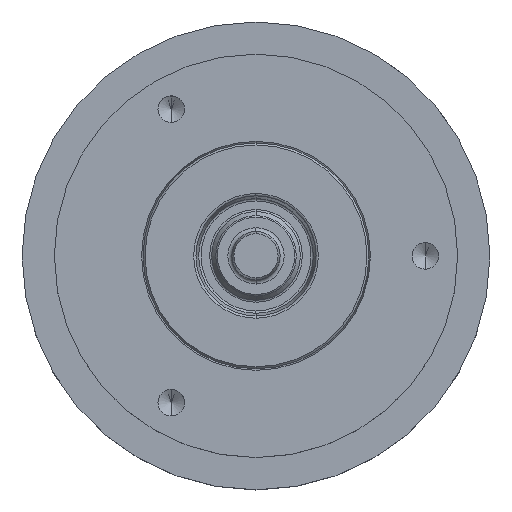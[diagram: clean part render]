
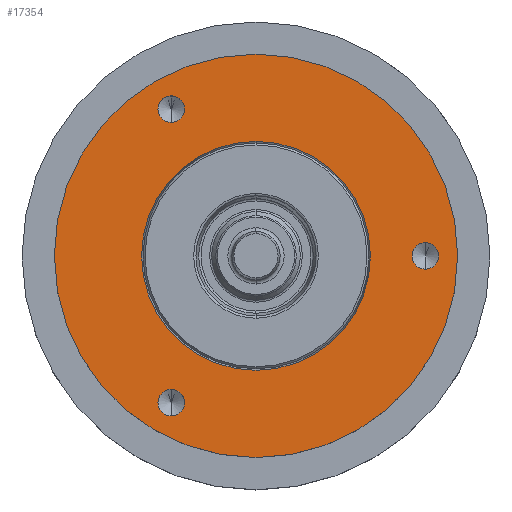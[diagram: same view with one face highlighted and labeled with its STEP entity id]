
A CAD part, top view. The second image highlights one B-rep face of the part: STEP entity #17354.
In plain terms, the highlighted planar face has unit normal (0, 0, 1).
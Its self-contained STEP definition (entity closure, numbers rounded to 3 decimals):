
#3958=CARTESIAN_POINT('',(0.,0.,27.));
#3959=DIRECTION('',(0.,0.,-1.));
#3960=DIRECTION('',(0.,1.,0.));
#3961=AXIS2_PLACEMENT_3D('',#3958,#3959,#3960);
#3963=CARTESIAN_POINT('',(0.,0.,27.));
#3964=DIRECTION('',(0.,0.,-1.));
#3965=DIRECTION('',(0.,-1.,0.));
#3966=AXIS2_PLACEMENT_3D('',#3963,#3964,#3965);
#3968=CARTESIAN_POINT('',(21.,0.,27.));
#3969=DIRECTION('',(0.,0.,1.));
#3970=DIRECTION('',(0.,-1.,0.));
#3971=AXIS2_PLACEMENT_3D('',#3968,#3969,#3970);
#3973=CARTESIAN_POINT('',(21.,0.,27.));
#3974=DIRECTION('',(0.,0.,1.));
#3975=DIRECTION('',(0.,1.,0.));
#3976=AXIS2_PLACEMENT_3D('',#3973,#3974,#3975);
#3978=CARTESIAN_POINT('',(-10.5,-18.187,27.));
#3979=DIRECTION('',(0.,0.,1.));
#3980=DIRECTION('',(0.,-1.,0.));
#3981=AXIS2_PLACEMENT_3D('',#3978,#3979,#3980);
#3983=CARTESIAN_POINT('',(-10.5,-18.187,27.));
#3984=DIRECTION('',(0.,0.,1.));
#3985=DIRECTION('',(0.,1.,0.));
#3986=AXIS2_PLACEMENT_3D('',#3983,#3984,#3985);
#3988=CARTESIAN_POINT('',(-10.5,18.187,27.));
#3989=DIRECTION('',(0.,0.,1.));
#3990=DIRECTION('',(0.,-1.,0.));
#3991=AXIS2_PLACEMENT_3D('',#3988,#3989,#3990);
#3993=CARTESIAN_POINT('',(-10.5,18.187,27.));
#3994=DIRECTION('',(0.,0.,1.));
#3995=DIRECTION('',(0.,1.,0.));
#3996=AXIS2_PLACEMENT_3D('',#3993,#3994,#3995);
#4003=CARTESIAN_POINT('',(0.,0.,27.));
#4004=DIRECTION('',(0.,0.,-1.));
#4005=DIRECTION('',(-1.,0.,0.));
#4006=AXIS2_PLACEMENT_3D('',#4003,#4004,#4005);
#4021=CARTESIAN_POINT('',(0.,0.,27.));
#4022=DIRECTION('',(0.,0.,-1.));
#4023=DIRECTION('',(1.,0.,0.));
#4024=AXIS2_PLACEMENT_3D('',#4021,#4022,#4023);
#13606=CARTESIAN_POINT('',(0.,25.,27.));
#13607=CARTESIAN_POINT('',(0.,-25.,27.));
#13608=VERTEX_POINT('',#13606);
#13609=VERTEX_POINT('',#13607);
#13634=CARTESIAN_POINT('',(14.188,0.,27.));
#13635=CARTESIAN_POINT('',(-14.188,0.,27.));
#13636=VERTEX_POINT('',#13634);
#13637=VERTEX_POINT('',#13635);
#13648=CARTESIAN_POINT('',(21.,-1.65,27.));
#13649=CARTESIAN_POINT('',(21.,1.65,27.));
#13650=VERTEX_POINT('',#13648);
#13651=VERTEX_POINT('',#13649);
#13658=CARTESIAN_POINT('',(-10.5,-19.837,27.));
#13659=CARTESIAN_POINT('',(-10.5,-16.537,27.));
#13660=VERTEX_POINT('',#13658);
#13661=VERTEX_POINT('',#13659);
#13668=CARTESIAN_POINT('',(-10.5,16.537,27.));
#13669=CARTESIAN_POINT('',(-10.5,19.837,27.));
#13670=VERTEX_POINT('',#13668);
#13671=VERTEX_POINT('',#13669);
#17320=CARTESIAN_POINT('',(0.,0.,27.));
#17321=DIRECTION('',(0.,0.,1.));
#17322=DIRECTION('',(1.,0.,0.));
#17323=AXIS2_PLACEMENT_3D('',#17320,#17321,#17322);
#17324=PLANE('',#17323);
#17326=ORIENTED_EDGE('',*,*,#17325,.T.);
#17327=ORIENTED_EDGE('',*,*,#17310,.T.);
#17328=EDGE_LOOP('',(#17326,#17327));
#17329=FACE_OUTER_BOUND('',#17328,.F.);
#17331=ORIENTED_EDGE('',*,*,#17330,.F.);
#17333=ORIENTED_EDGE('',*,*,#17332,.F.);
#17334=EDGE_LOOP('',(#17331,#17333));
#17335=FACE_BOUND('',#17334,.F.);
#17337=ORIENTED_EDGE('',*,*,#17336,.T.);
#17339=ORIENTED_EDGE('',*,*,#17338,.T.);
#17340=EDGE_LOOP('',(#17337,#17339));
#17341=FACE_BOUND('',#17340,.F.);
#17343=ORIENTED_EDGE('',*,*,#17342,.T.);
#17345=ORIENTED_EDGE('',*,*,#17344,.T.);
#17346=EDGE_LOOP('',(#17343,#17345));
#17347=FACE_BOUND('',#17346,.F.);
#17349=ORIENTED_EDGE('',*,*,#17348,.T.);
#17351=ORIENTED_EDGE('',*,*,#17350,.T.);
#17352=EDGE_LOOP('',(#17349,#17351));
#17353=FACE_BOUND('',#17352,.F.);
#3962=CIRCLE('',#3961,25.);
#3967=CIRCLE('',#3966,25.);
#3972=CIRCLE('',#3971,1.65);
#3977=CIRCLE('',#3976,1.65);
#3982=CIRCLE('',#3981,1.65);
#3987=CIRCLE('',#3986,1.65);
#3992=CIRCLE('',#3991,1.65);
#3997=CIRCLE('',#3996,1.65);
#4007=CIRCLE('',#4006,14.188);
#4025=CIRCLE('',#4024,14.188);
#17310=EDGE_CURVE('',#13609,#13608,#3967,.T.);
#17325=EDGE_CURVE('',#13608,#13609,#3962,.T.);
#17330=EDGE_CURVE('',#13637,#13636,#4007,.T.);
#17332=EDGE_CURVE('',#13636,#13637,#4025,.T.);
#17336=EDGE_CURVE('',#13650,#13651,#3972,.T.);
#17338=EDGE_CURVE('',#13651,#13650,#3977,.T.);
#17342=EDGE_CURVE('',#13660,#13661,#3982,.T.);
#17344=EDGE_CURVE('',#13661,#13660,#3987,.T.);
#17348=EDGE_CURVE('',#13670,#13671,#3992,.T.);
#17350=EDGE_CURVE('',#13671,#13670,#3997,.T.);
#17354=ADVANCED_FACE('',(#17329,#17335,#17341,#17347,#17353),#17324,.T.);
